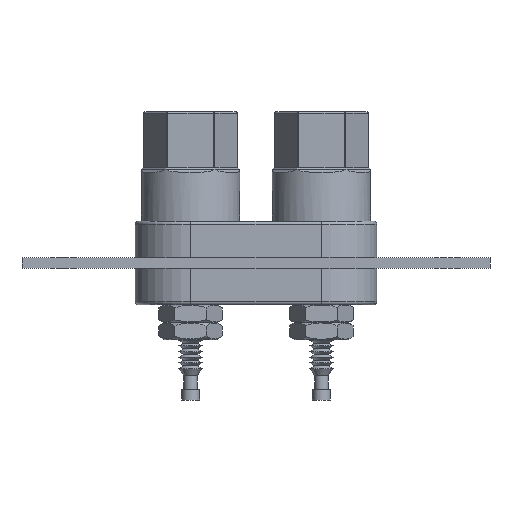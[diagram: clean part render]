
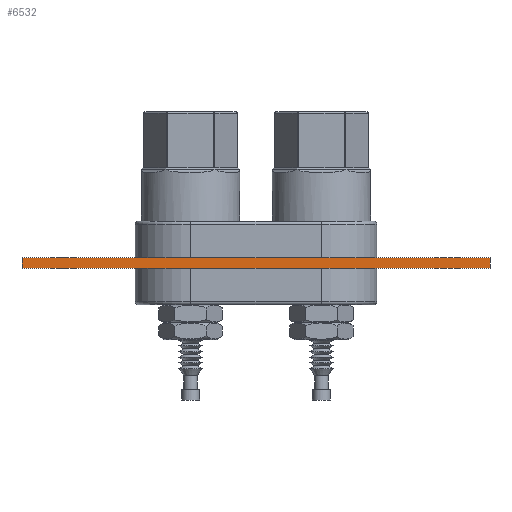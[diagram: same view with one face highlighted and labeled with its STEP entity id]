
A CAD part, front view. The second image highlights one B-rep face of the part: STEP entity #6532.
In plain terms, the highlighted planar face has unit normal (0, -1, 0).
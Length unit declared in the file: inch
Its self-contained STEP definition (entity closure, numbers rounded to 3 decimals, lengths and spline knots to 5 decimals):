
#1947 = DIRECTION ( 'NONE',  ( 0., 0., 1. ) ) ;
#1948 = VECTOR ( 'NONE', #1947, 39.37008 ) ;
#1949 = CARTESIAN_POINT ( 'NONE',  ( -1.3405, 0., -0.06 ) ) ;
#1955 = LINE ( 'NONE', #1949, #1948 ) ;
#2030 = CARTESIAN_POINT ( 'NONE',  ( -1.3405, 0., 0. ) ) ;
#2063 = DIRECTION ( 'NONE',  ( 1., 0., 0. ) ) ;
#2064 = VECTOR ( 'NONE', #2063, 39.37008 ) ;
#2065 = CARTESIAN_POINT ( 'NONE',  ( -1.3405, 0., 0. ) ) ;
#2066 = CARTESIAN_POINT ( 'NONE',  ( 1.3405, 0., 0. ) ) ;
#2074 = LINE ( 'NONE', #2065, #2064 ) ;
#2252 = DIRECTION ( 'NONE',  ( 0., 0., 1. ) ) ;
#2257 = VECTOR ( 'NONE', #2252, 39.37008 ) ;
#2258 = CARTESIAN_POINT ( 'NONE',  ( 1.3405, 0., -0.06 ) ) ;
#2349 = LINE ( 'NONE', #2258, #2257 ) ;
#2420 = CARTESIAN_POINT ( 'NONE',  ( -1.3405, 0., -0.06 ) ) ;
#2423 = CARTESIAN_POINT ( 'NONE',  ( 1.3405, 0., -0.06 ) ) ;
#2451 = CARTESIAN_POINT ( 'NONE',  ( -1.3405, 0., -0.06 ) ) ;
#2452 = LINE ( 'NONE', #2451, #2473 ) ;
#2472 = DIRECTION ( 'NONE',  ( 1., 0., 0. ) ) ;
#2473 = VECTOR ( 'NONE', #2472, 39.37008 ) ;
#2788 = PLANE ( 'NONE',  #2793 ) ;
#2793 = AXIS2_PLACEMENT_3D ( 'NONE', #2804, #2801, #2795 ) ;
#2795 = DIRECTION ( 'NONE',  ( 0., 0., -1. ) ) ;
#2799 = FACE_OUTER_BOUND ( 'NONE', #6326, .T. ) ;
#2801 = DIRECTION ( 'NONE',  ( 0., -1., 0. ) ) ;
#2804 = CARTESIAN_POINT ( 'NONE',  ( -1.3405, 0., -0.06 ) ) ;
#6017 = EDGE_CURVE ( 'NONE', #6242, #6119, #1955, .T. ) ;
#6119 = VERTEX_POINT ( 'NONE', #2030 ) ;
#6130 = EDGE_CURVE ( 'NONE', #6119, #6131, #2074, .T. ) ;
#6131 = VERTEX_POINT ( 'NONE', #2066 ) ;
#6242 = VERTEX_POINT ( 'NONE', #2420 ) ;
#6244 = VERTEX_POINT ( 'NONE', #2423 ) ;
#6278 = EDGE_CURVE ( 'NONE', #6242, #6244, #2452, .T. ) ;
#6318 = EDGE_CURVE ( 'NONE', #6244, #6131, #2349, .T. ) ;
#6321 = ORIENTED_EDGE ( 'NONE', *, *, #6130, .F. ) ;
#6325 = ORIENTED_EDGE ( 'NONE', *, *, #6017, .F. ) ;
#6326 = EDGE_LOOP ( 'NONE', ( #6321, #6325, #6533, #6536 ) ) ;
#6532 = ADVANCED_FACE ( 'NONE', ( #2799 ), #2788, .T. ) ;
#6533 = ORIENTED_EDGE ( 'NONE', *, *, #6278, .T. ) ;
#6536 = ORIENTED_EDGE ( 'NONE', *, *, #6318, .T. ) ;
